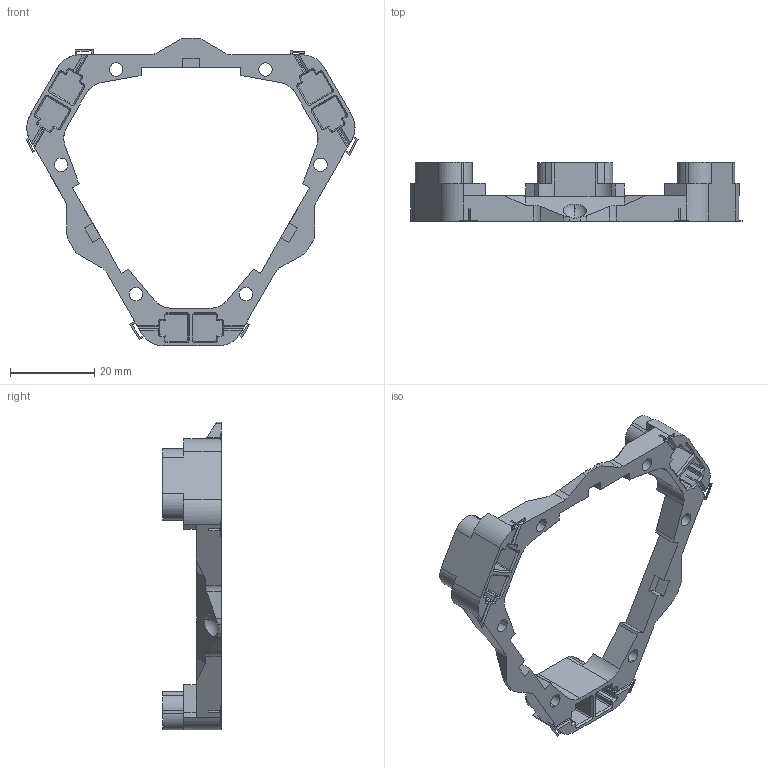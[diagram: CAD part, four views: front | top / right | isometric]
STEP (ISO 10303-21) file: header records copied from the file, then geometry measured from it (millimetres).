
FILE_DESCRIPTION (( 'STEP AP214' ), '1' );
FILE_NAME ('Plattform.STEP', '2024-02-18T10:09:35', ( '' ), ( '' ), 'SwSTEP 2.0', 'SolidWorks 2014', '' );
FILE_SCHEMA (( 'AUTOMOTIVE_DESIGN' ));
Length unit declared in the file: millimetre
Products named in the file (1): Plattform
Bounding box: 79.04 x 14 x 73.28 mm (x, y, z)
Volume: 7706.3 mm3; surface area: 8795.7 mm2
Topology: 1 solids, 1 shells, 475 faces, 1284 edges, 798 vertices
Faces by surface type: plane 295, cylinder 114, cone 60, sphere 6
Entity records: 14689 total; most frequent: CARTESIAN_POINT 2582, ORIENTED_EDGE 2544, DIRECTION 2509, EDGE_CURVE 1272, LINE 963, VECTOR 963, VERTEX_POINT 798, AXIS2_PLACEMENT_3D 773
